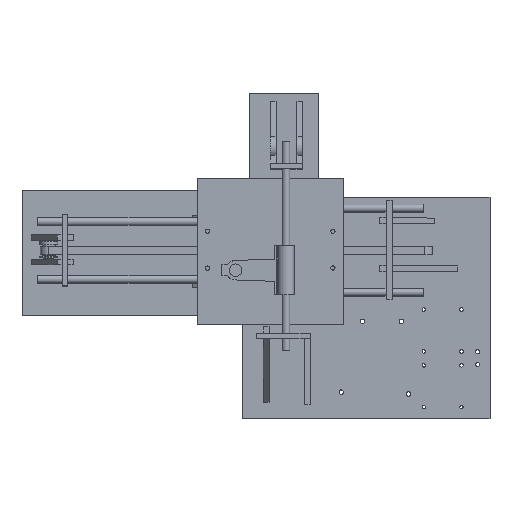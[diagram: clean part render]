
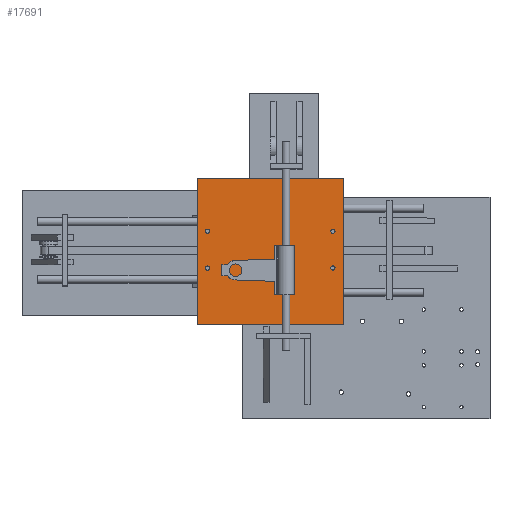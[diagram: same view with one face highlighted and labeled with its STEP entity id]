
A CAD part, top view. The second image highlights one B-rep face of the part: STEP entity #17691.
In plain terms, the highlighted planar face has unit normal (0, 0, 1).
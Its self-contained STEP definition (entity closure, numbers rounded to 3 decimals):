
#488=FACE_BOUND('',#2615,.T.);
#489=FACE_BOUND('',#2616,.T.);
#490=FACE_BOUND('',#2617,.T.);
#491=FACE_BOUND('',#2618,.T.);
#691=CIRCLE('',#18922,1.5);
#693=CIRCLE('',#18925,1.5);
#695=CIRCLE('',#18928,1.5);
#697=CIRCLE('',#18931,1.5);
#1535=FACE_OUTER_BOUND('',#2614,.T.);
#2614=EDGE_LOOP('',(#15658,#15659,#15660,#15661));
#2615=EDGE_LOOP('',(#15662));
#2616=EDGE_LOOP('',(#15663));
#2617=EDGE_LOOP('',(#15664));
#2618=EDGE_LOOP('',(#15665));
#4750=LINE('',#28305,#6949);
#4756=LINE('',#28316,#6955);
#4759=LINE('',#28323,#6958);
#4760=LINE('',#28324,#6959);
#6949=VECTOR('',#23064,10.);
#6955=VECTOR('',#23072,10.);
#6958=VECTOR('',#23079,10.);
#6959=VECTOR('',#23080,10.);
#8598=VERTEX_POINT('',#28281);
#8600=VERTEX_POINT('',#28287);
#8602=VERTEX_POINT('',#28293);
#8604=VERTEX_POINT('',#28299);
#8605=VERTEX_POINT('',#28303);
#8606=VERTEX_POINT('',#28304);
#8610=VERTEX_POINT('',#28314);
#8612=VERTEX_POINT('',#28322);
#10970=EDGE_CURVE('',#8598,#8598,#691,.T.);
#10973=EDGE_CURVE('',#8600,#8600,#693,.T.);
#10976=EDGE_CURVE('',#8602,#8602,#695,.T.);
#10979=EDGE_CURVE('',#8604,#8604,#697,.T.);
#10980=EDGE_CURVE('',#8605,#8606,#4750,.T.);
#10986=EDGE_CURVE('',#8610,#8606,#4756,.T.);
#10989=EDGE_CURVE('',#8610,#8612,#4759,.T.);
#10990=EDGE_CURVE('',#8605,#8612,#4760,.T.);
#15658=ORIENTED_EDGE('',*,*,#10980,.T.);
#15659=ORIENTED_EDGE('',*,*,#10986,.F.);
#15660=ORIENTED_EDGE('',*,*,#10989,.T.);
#15661=ORIENTED_EDGE('',*,*,#10990,.F.);
#15662=ORIENTED_EDGE('',*,*,#10970,.T.);
#15663=ORIENTED_EDGE('',*,*,#10973,.T.);
#15664=ORIENTED_EDGE('',*,*,#10976,.T.);
#15665=ORIENTED_EDGE('',*,*,#10979,.T.);
#16831=PLANE('',#18935);
#17691=ADVANCED_FACE('',(#1535,#488,#489,#490,#491),#16831,.T.);
#18922=AXIS2_PLACEMENT_3D('',#28283,#23039,#23040);
#18925=AXIS2_PLACEMENT_3D('',#28289,#23046,#23047);
#18928=AXIS2_PLACEMENT_3D('',#28295,#23053,#23054);
#18931=AXIS2_PLACEMENT_3D('',#28301,#23060,#23061);
#18935=AXIS2_PLACEMENT_3D('',#28321,#23077,#23078);
#23039=DIRECTION('center_axis',(0.,0.,-1.));
#23040=DIRECTION('ref_axis',(1.,0.,0.));
#23046=DIRECTION('center_axis',(0.,0.,-1.));
#23047=DIRECTION('ref_axis',(1.,0.,0.));
#23053=DIRECTION('center_axis',(0.,0.,-1.));
#23054=DIRECTION('ref_axis',(1.,0.,0.));
#23060=DIRECTION('center_axis',(0.,0.,-1.));
#23061=DIRECTION('ref_axis',(1.,0.,0.));
#23064=DIRECTION('',(0.,-1.,0.));
#23072=DIRECTION('',(-1.,0.,0.));
#23077=DIRECTION('center_axis',(0.,0.,1.));
#23078=DIRECTION('ref_axis',(0.,-1.,0.));
#23079=DIRECTION('',(0.,1.,0.));
#23080=DIRECTION('',(1.,0.,0.));
#28281=CARTESIAN_POINT('',(138.737,0.739,41.51));
#28283=CARTESIAN_POINT('Origin',(140.237,0.739,41.51));
#28287=CARTESIAN_POINT('',(138.737,-25.661,41.51));
#28289=CARTESIAN_POINT('Origin',(140.237,-25.661,41.51));
#28293=CARTESIAN_POINT('',(48.737,0.656,41.51));
#28295=CARTESIAN_POINT('Origin',(50.237,0.656,41.51));
#28299=CARTESIAN_POINT('',(48.737,-25.744,41.51));
#28301=CARTESIAN_POINT('Origin',(50.237,-25.744,41.51));
#28303=CARTESIAN_POINT('',(42.737,38.85,41.51));
#28304=CARTESIAN_POINT('',(42.737,-66.15,41.51));
#28305=CARTESIAN_POINT('',(42.737,18.85,41.51));
#28314=CARTESIAN_POINT('',(147.737,-66.15,41.51));
#28316=CARTESIAN_POINT('',(57.737,-66.15,41.51));
#28321=CARTESIAN_POINT('Origin',(87.737,-13.65,41.51));
#28322=CARTESIAN_POINT('',(147.737,38.85,41.51));
#28323=CARTESIAN_POINT('',(147.737,33.85,41.51));
#28324=CARTESIAN_POINT('',(117.737,38.85,41.51));
